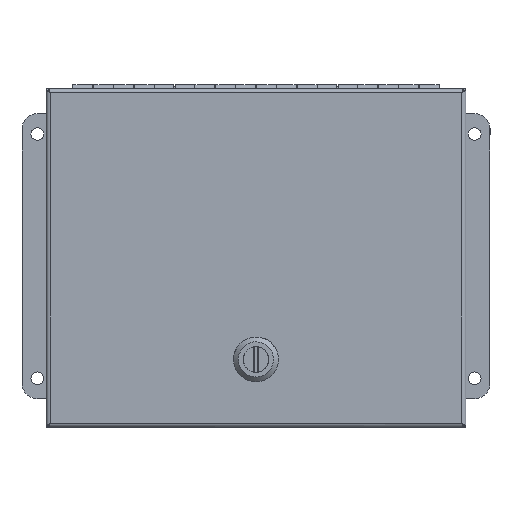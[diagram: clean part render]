
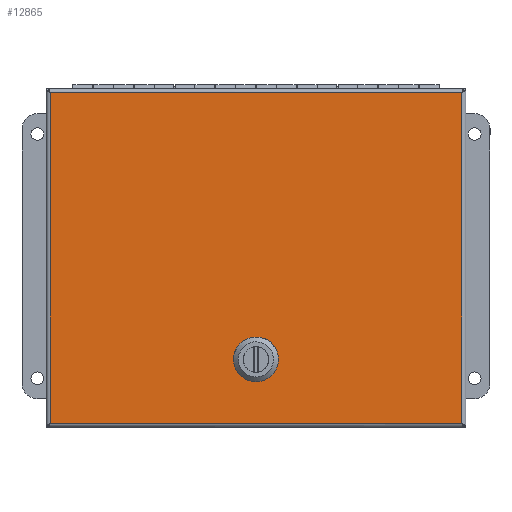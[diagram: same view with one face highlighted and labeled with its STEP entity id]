
A CAD part, top view. The second image highlights one B-rep face of the part: STEP entity #12865.
In plain terms, the highlighted face is planar.
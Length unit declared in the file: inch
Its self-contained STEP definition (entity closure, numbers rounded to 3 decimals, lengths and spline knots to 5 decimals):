
#557=FACE_BOUND('',#2393,.T.);
#648=CIRCLE('',#13922,0.45);
#650=CIRCLE('',#13926,0.45);
#652=CIRCLE('',#13930,0.45);
#654=CIRCLE('',#13934,0.45);
#1221=PLANE('',#13942);
#1630=FACE_OUTER_BOUND('',#2392,.T.);
#2392=EDGE_LOOP('',(#8649,#8650,#8651,#8652));
#2393=EDGE_LOOP('',(#8653,#8654,#8655,#8656,#8657,#8658,#8659,#8660));
#3201=LINE('',#19113,#4291);
#3224=LINE('',#19298,#4314);
#3240=LINE('',#19503,#4330);
#3244=LINE('',#19515,#4334);
#3248=LINE('',#19527,#4338);
#3252=LINE('',#19538,#4342);
#3254=LINE('',#19542,#4344);
#3256=LINE('',#19546,#4346);
#4291=VECTOR('',#15255,0.3937);
#4314=VECTOR('',#15300,0.3937);
#4330=VECTOR('',#15354,0.3937);
#4334=VECTOR('',#15366,0.3937);
#4338=VECTOR('',#15378,0.3937);
#4342=VECTOR('',#15390,0.3937);
#4344=VECTOR('',#15396,0.3937);
#4346=VECTOR('',#15402,0.3937);
#5478=VERTEX_POINT('',#18977);
#5501=VERTEX_POINT('',#19112);
#5513=VERTEX_POINT('',#19213);
#5523=VERTEX_POINT('',#19292);
#5528=VERTEX_POINT('',#19493);
#5529=VERTEX_POINT('',#19494);
#5532=VERTEX_POINT('',#19502);
#5534=VERTEX_POINT('',#19508);
#5536=VERTEX_POINT('',#19514);
#5538=VERTEX_POINT('',#19520);
#5540=VERTEX_POINT('',#19526);
#5542=VERTEX_POINT('',#19532);
#6640=EDGE_CURVE('',#5501,#5478,#3201,.T.);
#6677=EDGE_CURVE('',#5513,#5523,#3224,.T.);
#6700=EDGE_CURVE('',#5528,#5529,#648,.T.);
#6704=EDGE_CURVE('',#5532,#5528,#3240,.T.);
#6707=EDGE_CURVE('',#5534,#5532,#650,.T.);
#6710=EDGE_CURVE('',#5536,#5534,#3244,.T.);
#6713=EDGE_CURVE('',#5538,#5536,#652,.T.);
#6716=EDGE_CURVE('',#5540,#5538,#3248,.T.);
#6719=EDGE_CURVE('',#5542,#5540,#654,.T.);
#6722=EDGE_CURVE('',#5529,#5542,#3252,.T.);
#6724=EDGE_CURVE('',#5523,#5501,#3254,.T.);
#6726=EDGE_CURVE('',#5478,#5513,#3256,.T.);
#8649=ORIENTED_EDGE('',*,*,#6677,.T.);
#8650=ORIENTED_EDGE('',*,*,#6724,.T.);
#8651=ORIENTED_EDGE('',*,*,#6640,.T.);
#8652=ORIENTED_EDGE('',*,*,#6726,.T.);
#8653=ORIENTED_EDGE('',*,*,#6700,.T.);
#8654=ORIENTED_EDGE('',*,*,#6722,.T.);
#8655=ORIENTED_EDGE('',*,*,#6719,.T.);
#8656=ORIENTED_EDGE('',*,*,#6716,.T.);
#8657=ORIENTED_EDGE('',*,*,#6713,.T.);
#8658=ORIENTED_EDGE('',*,*,#6710,.T.);
#8659=ORIENTED_EDGE('',*,*,#6707,.T.);
#8660=ORIENTED_EDGE('',*,*,#6704,.T.);
#12865=ADVANCED_FACE('',(#1630,#557),#1221,.F.);
#13922=AXIS2_PLACEMENT_3D('',#19495,#15346,#15347);
#13926=AXIS2_PLACEMENT_3D('',#19509,#15359,#15360);
#13930=AXIS2_PLACEMENT_3D('',#19521,#15371,#15372);
#13934=AXIS2_PLACEMENT_3D('',#19533,#15383,#15384);
#13942=AXIS2_PLACEMENT_3D('',#19548,#15405,#15406);
#15255=DIRECTION('',(0.,1.,0.));
#15300=DIRECTION('',(0.,-1.,0.));
#15346=DIRECTION('center_axis',(0.,0.,1.));
#15347=DIRECTION('ref_axis',(-0.889,0.458,0.));
#15354=DIRECTION('',(-1.,0.,0.));
#15359=DIRECTION('center_axis',(0.,0.,1.));
#15360=DIRECTION('ref_axis',(0.458,0.889,0.));
#15366=DIRECTION('',(0.,1.,0.));
#15371=DIRECTION('center_axis',(0.,0.,1.));
#15372=DIRECTION('ref_axis',(0.889,-0.458,0.));
#15378=DIRECTION('',(1.,0.,0.));
#15383=DIRECTION('center_axis',(0.,0.,1.));
#15384=DIRECTION('ref_axis',(-0.458,-0.889,0.));
#15390=DIRECTION('',(0.,-1.,0.));
#15396=DIRECTION('',(-1.,0.,0.));
#15402=DIRECTION('',(1.,0.,0.));
#15405=DIRECTION('center_axis',(0.,0.,1.));
#15406=DIRECTION('ref_axis',(1.,0.,0.));
#18977=CARTESIAN_POINT('',(0.09325,10.21675,0.));
#19112=CARTESIAN_POINT('',(0.09325,0.09325,0.));
#19113=CARTESIAN_POINT('',(0.09325,2.62413,0.));
#19213=CARTESIAN_POINT('',(8.21675,10.21675,0.));
#19292=CARTESIAN_POINT('',(8.21675,0.09325,0.));
#19298=CARTESIAN_POINT('',(8.21675,7.68588,0.));
#19493=CARTESIAN_POINT('',(6.44384,5.555,0.));
#19494=CARTESIAN_POINT('',(6.25,5.36116,0.));
#19495=CARTESIAN_POINT('Origin',(6.65,5.155,0.));
#19502=CARTESIAN_POINT('',(6.85616,5.555,0.));
#19503=CARTESIAN_POINT('',(5.50558,5.555,0.));
#19508=CARTESIAN_POINT('',(7.05,5.36116,0.));
#19509=CARTESIAN_POINT('Origin',(6.65,5.155,0.));
#19514=CARTESIAN_POINT('',(7.05,4.94884,0.));
#19515=CARTESIAN_POINT('',(7.05,5.05192,0.));
#19520=CARTESIAN_POINT('',(6.85616,4.755,0.));
#19521=CARTESIAN_POINT('Origin',(6.65,5.155,0.));
#19526=CARTESIAN_POINT('',(6.44384,4.755,0.));
#19527=CARTESIAN_POINT('',(5.29942,4.755,0.));
#19532=CARTESIAN_POINT('',(6.25,4.94884,0.));
#19533=CARTESIAN_POINT('Origin',(6.65,5.155,0.));
#19538=CARTESIAN_POINT('',(6.25,5.25808,0.));
#19542=CARTESIAN_POINT('',(6.18588,0.09325,0.));
#19546=CARTESIAN_POINT('',(2.12413,10.21675,0.));
#19548=CARTESIAN_POINT('Origin',(4.155,5.155,0.));
